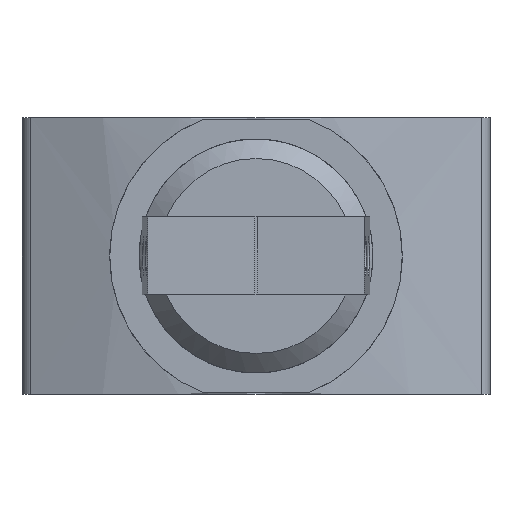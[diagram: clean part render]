
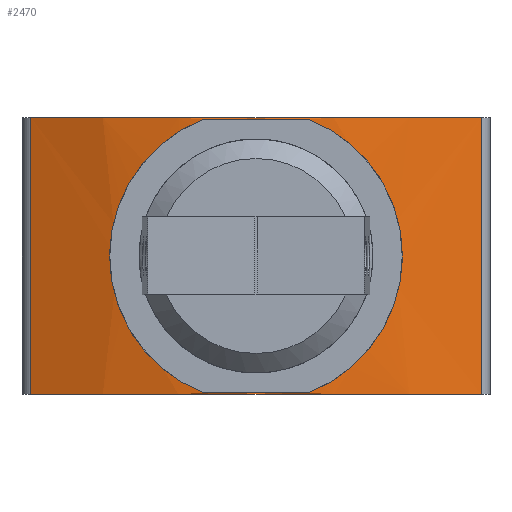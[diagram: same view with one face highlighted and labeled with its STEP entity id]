
A CAD part, front view. The second image highlights one B-rep face of the part: STEP entity #2470.
In plain terms, the highlighted cylindrical face has radius 25.9 mm (diameter 51.8 mm), a partial arc.
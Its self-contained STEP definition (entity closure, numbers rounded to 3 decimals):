
#143=B_SPLINE_CURVE_WITH_KNOTS('',3,(#3824,#3825,#3826,#3827,#3828,#3829,
#3830),.UNSPECIFIED.,.F.,.F.,(4,1,1,1,4),(0.,0.005,
0.009,0.014,0.018),
 .UNSPECIFIED.);
#144=B_SPLINE_CURVE_WITH_KNOTS('',3,(#3838,#3839,#3840,#3841,#3842,#3843,
#3844),.UNSPECIFIED.,.F.,.F.,(4,1,1,1,4),(0.,0.005,
0.009,0.014,0.018),
 .UNSPECIFIED.);
#255=LINE('',#3849,#415);
#256=LINE('',#3850,#416);
#415=VECTOR('',#3171,1000.);
#416=VECTOR('',#3172,1000.);
#821=ORIENTED_EDGE('',*,*,#1194,.T.);
#822=ORIENTED_EDGE('',*,*,#1195,.F.);
#823=ORIENTED_EDGE('',*,*,#1169,.F.);
#824=ORIENTED_EDGE('',*,*,#1196,.T.);
#825=ORIENTED_EDGE('',*,*,#1193,.T.);
#826=ORIENTED_EDGE('',*,*,#1186,.T.);
#827=ORIENTED_EDGE('',*,*,#1189,.T.);
#828=ORIENTED_EDGE('',*,*,#1191,.T.);
#1169=EDGE_CURVE('',#1392,#1393,#1519,.T.);
#1186=EDGE_CURVE('',#1409,#1410,#1523,.F.);
#1189=EDGE_CURVE('',#1410,#1411,#143,.T.);
#1191=EDGE_CURVE('',#1411,#1412,#1524,.F.);
#1193=EDGE_CURVE('',#1412,#1409,#144,.T.);
#1194=EDGE_CURVE('',#1413,#1414,#1525,.T.);
#1195=EDGE_CURVE('',#1393,#1414,#255,.T.);
#1196=EDGE_CURVE('',#1392,#1413,#256,.T.);
#1392=VERTEX_POINT('',#3783);
#1393=VERTEX_POINT('',#3785);
#1409=VERTEX_POINT('',#3819);
#1410=VERTEX_POINT('',#3820);
#1411=VERTEX_POINT('',#3831);
#1412=VERTEX_POINT('',#3835);
#1413=VERTEX_POINT('',#3847);
#1414=VERTEX_POINT('',#3848);
#1519=CIRCLE('',#2672,25.9);
#1523=CIRCLE('',#2677,25.9);
#1524=CIRCLE('',#2680,25.9);
#1525=CIRCLE('',#2683,25.9);
#1672=EDGE_LOOP('',(#821,#822,#823,#824));
#1673=EDGE_LOOP('',(#825,#826,#827,#828));
#1850=FACE_BOUND('',#1672,.T.);
#1851=FACE_BOUND('',#1673,.T.);
#1920=CYLINDRICAL_SURFACE('',#2682,25.9);
#2470=ADVANCED_FACE('',(#1850,#1851),#1920,.T.);
#2672=AXIS2_PLACEMENT_3D('',#3784,#3130,#3131);
#2677=AXIS2_PLACEMENT_3D('',#3818,#3153,#3154);
#2680=AXIS2_PLACEMENT_3D('',#3834,#3162,#3163);
#2682=AXIS2_PLACEMENT_3D('',#3845,#3167,#3168);
#2683=AXIS2_PLACEMENT_3D('',#3846,#3169,#3170);
#3130=DIRECTION('',(0.,0.,1.));
#3131=DIRECTION('',(1.,0.,0.));
#3153=DIRECTION('',(0.,0.,1.));
#3154=DIRECTION('',(1.,0.,0.));
#3162=DIRECTION('',(0.,0.,-1.));
#3163=DIRECTION('',(-1.,0.,0.));
#3167=DIRECTION('',(0.,0.,-1.));
#3168=DIRECTION('',(-1.,0.,0.));
#3169=DIRECTION('',(0.,0.,1.));
#3170=DIRECTION('',(1.,0.,0.));
#3171=DIRECTION('',(0.,0.,-1.));
#3172=DIRECTION('',(0.,0.,-1.));
#3783=CARTESIAN_POINT('',(-11.557,9.185,7.1));
#3784=CARTESIAN_POINT('',(0.,32.363,7.1));
#3785=CARTESIAN_POINT('',(11.557,9.185,7.1));
#3818=CARTESIAN_POINT('',(0.,32.363,-7.));
#3819=CARTESIAN_POINT('',(2.693,6.604,-7.));
#3820=CARTESIAN_POINT('',(-2.693,6.604,-7.));
#3824=CARTESIAN_POINT('',(-2.693,6.604,-7.));
#3825=CARTESIAN_POINT('',(-4.113,6.752,-6.454));
#3826=CARTESIAN_POINT('',(-6.542,7.257,-4.533));
#3827=CARTESIAN_POINT('',(-7.977,7.73,-0.006));
#3828=CARTESIAN_POINT('',(-6.548,7.259,4.527));
#3829=CARTESIAN_POINT('',(-4.113,6.752,6.454));
#3830=CARTESIAN_POINT('',(-2.693,6.604,7.));
#3831=CARTESIAN_POINT('',(-2.693,6.604,7.));
#3834=CARTESIAN_POINT('',(0.,32.363,7.));
#3835=CARTESIAN_POINT('',(2.693,6.604,7.));
#3838=CARTESIAN_POINT('',(2.693,6.604,7.));
#3839=CARTESIAN_POINT('',(4.113,6.752,6.454));
#3840=CARTESIAN_POINT('',(6.542,7.257,4.533));
#3841=CARTESIAN_POINT('',(7.977,7.73,0.006));
#3842=CARTESIAN_POINT('',(6.548,7.259,-4.527));
#3843=CARTESIAN_POINT('',(4.113,6.752,-6.454));
#3844=CARTESIAN_POINT('',(2.693,6.604,-7.));
#3845=CARTESIAN_POINT('',(0.,32.363,7.1));
#3846=CARTESIAN_POINT('',(0.,32.363,-7.1));
#3847=CARTESIAN_POINT('',(-11.557,9.185,-7.1));
#3848=CARTESIAN_POINT('',(11.557,9.185,-7.1));
#3849=CARTESIAN_POINT('',(11.557,9.185,7.1));
#3850=CARTESIAN_POINT('',(-11.557,9.185,7.1));
